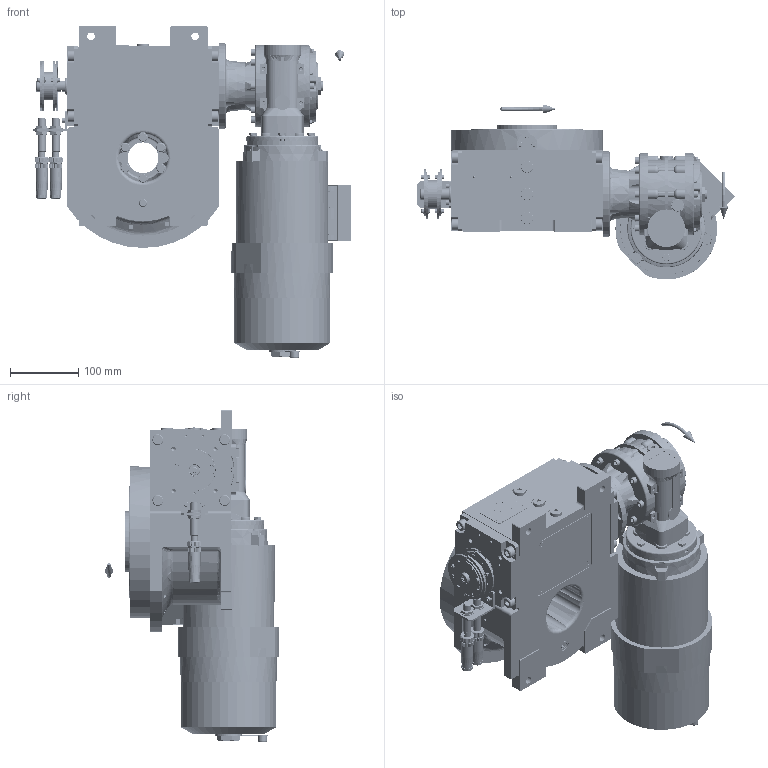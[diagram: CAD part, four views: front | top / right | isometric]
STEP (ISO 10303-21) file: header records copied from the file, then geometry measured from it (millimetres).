
FILE_DESCRIPTION (( 'STEP AP203' ), '1' );
FILE_NAME ('PC5201933.step', '2026-03-13T13:43:45', ( '' ), ( '' ), 'SwSTEP 2.0', 'SolidWorks 2020', '' );
FILE_SCHEMA (( 'CONFIG_CONTROL_DESIGN' ));
Length unit declared in the file: millimetre
Products named in the file (91): AS_rig06_004; cfn2151_01_090; cfn2115_01_005; AS_rig06_017; CFN2010_01_012.stp; cfn2000_01_126; CFN2010_02_002.stp; CFN2000_01_185.stp; cfn2115_02_194; AS_900_00_00_005; cfn2000_01_103; cfn2003_01_054; AS_cfn2400_04_024; cfn2107_01_001; cfn2000_01_124; cfn2476_01_002_60x46; freccia_angolare; cfn2155_01_056; cfn2151_01_109; CFN2203_02_001.stp; CFN2223_01-570X6-B.stp; cfn2400_04_024; cfn2276_01_074; cfn2000_01_161; AS_900_38_10_028; RIG06_005_ASM.stp; rig06_007_master; 900_38_10_028; cfn2115_02_165; rig06_016; cfn2128_04_004; freccia_angolare_albero; cfn2070_05_005; rig06_017; cfn2128_19_002; olio_agip_blasia_150; 900_38_30_003; cfn2055_01_002; rig06_002_bl_001; rig06_071_08_m_asm.stp ...
Assembly tree (87 placements, depth 5):
  cfn2151_01_090
  CFN2010_01_012.stp
  cfn2151_01_109
  CFN2203_02_001.stp
  CFN2223_01-570X6-B.stp
Bounding box: 465.41 x 256 x 486.18 mm (x, y, z)
Volume: 8053505 mm3; surface area: 1205310.6 mm2
Topology: 75 solids, 75 shells, 6203 faces, 15880 edges, 10082 vertices
Faces by surface type: plane 2819, cylinder 2114, cone 1055, torus 189, bspline 20, sphere 6
Entity records: 177593 total; most frequent: CARTESIAN_POINT 46650, DIRECTION 25431, ORIENTED_EDGE 25352, EDGE_CURVE 12676, AXIS2_PLACEMENT_3D 9353, VERTEX_POINT 8136, LINE 6725, VECTOR 6725
